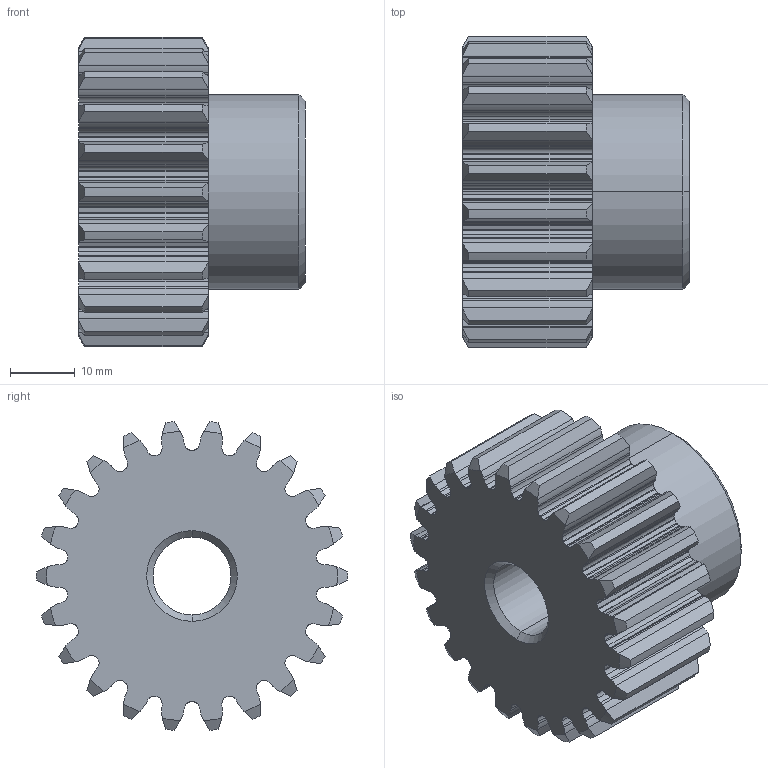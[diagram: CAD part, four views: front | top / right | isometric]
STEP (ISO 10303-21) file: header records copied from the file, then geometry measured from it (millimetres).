
FILE_DESCRIPTION(('HOOPS Exchange Step'),'2;1');
FILE_NAME('export-0CA5F4FF-DB2C-46EF-9497-9CBC1274A269.stp','2024-07-02T16:08:41+02:00',('Engineering'),('Alibre'),'HOOPS Exchange 2023.0','Alibre','Unknown authorisation');
FILE_SCHEMA( ('AP242_MANAGED_MODEL_BASED_3D_ENGINEERING_MIM_LF {1 0 10303 442 1 1 4 }') );
Length unit declared in the file: millimetre
Products named in the file (1): 862 Module 2 Pinion, with 22 teeth
Bounding box: 35 x 48 x 47.68 mm (x, y, z)
Volume: 36225.9 mm3; surface area: 10735.3 mm2
Topology: 1 solids, 1 shells, 395 faces, 1170 edges, 778 vertices
Faces by surface type: cylinder 342, cone 50, plane 3
Entity records: 13781 total; most frequent: DIRECTION 2610, CARTESIAN_POINT 2609, ORIENTED_EDGE 2340, EDGE_CURVE 1170, AXIS2_PLACEMENT_3D 1131, VERTEX_POINT 778, CIRCLE 734, EDGE_LOOP 398
